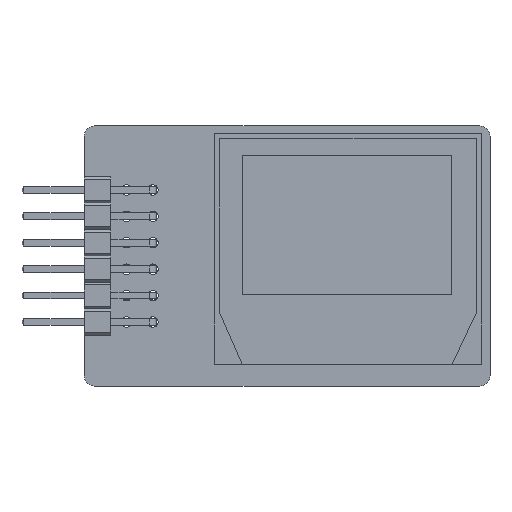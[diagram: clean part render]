
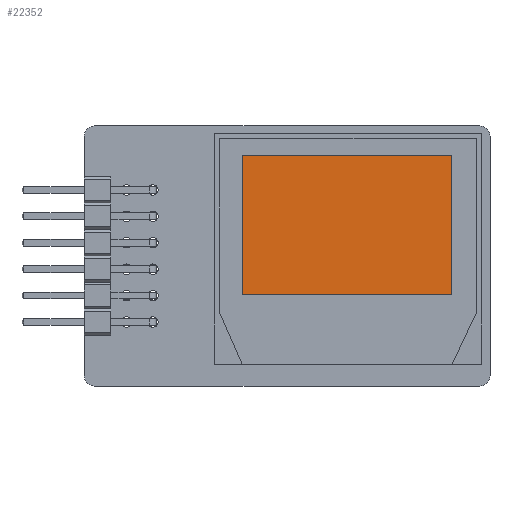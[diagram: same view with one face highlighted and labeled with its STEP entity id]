
A CAD part, top view. The second image highlights one B-rep face of the part: STEP entity #22352.
In plain terms, the highlighted face is planar.
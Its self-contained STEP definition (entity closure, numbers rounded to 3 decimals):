
#22352 = ADVANCED_FACE('',(#22353),#22367,.F.);
#22353 = FACE_BOUND('',#22354,.F.);
#22354 = EDGE_LOOP('',(#22355,#22390,#22418,#22446));
#22355 = ORIENTED_EDGE('',*,*,#22356,.T.);
#22356 = EDGE_CURVE('',#22357,#22359,#22361,.T.);
#22357 = VERTEX_POINT('',#22358);
#22358 = CARTESIAN_POINT('',(12.3,0.95,12.64));
#22359 = VERTEX_POINT('',#22360);
#22360 = CARTESIAN_POINT('',(-1.12,0.95,12.64));
#22361 = SURFACE_CURVE('',#22362,(#22366,#22378),.PCURVE_S1.);
#22362 = LINE('',#22363,#22364);
#22363 = CARTESIAN_POINT('',(8.945,0.95,12.64));
#22364 = VECTOR('',#22365,1.);
#22365 = DIRECTION('',(-1.,0.,0.));
#22366 = PCURVE('',#22367,#22372);
#22367 = PLANE('',#22368);
#22368 = AXIS2_PLACEMENT_3D('',#22369,#22370,#22371);
#22369 = CARTESIAN_POINT('',(5.59,0.95,2.57));
#22370 = DIRECTION('',(0.,-1.,0.));
#22371 = DIRECTION('',(0.,0.,-1.));
#22372 = DEFINITIONAL_REPRESENTATION('',(#22373),#22377);
#22373 = LINE('',#22374,#22375);
#22374 = CARTESIAN_POINT('',(-10.07,3.355));
#22375 = VECTOR('',#22376,1.);
#22376 = DIRECTION('',(0.,-1.));
#22377 = ( GEOMETRIC_REPRESENTATION_CONTEXT(2) 
PARAMETRIC_REPRESENTATION_CONTEXT() REPRESENTATION_CONTEXT('2D SPACE',''
  ) );
#22378 = PCURVE('',#22379,#22384);
#22379 = PLANE('',#22380);
#22380 = AXIS2_PLACEMENT_3D('',#22381,#22382,#22383);
#22381 = CARTESIAN_POINT('',(12.3,1.,12.64));
#22382 = DIRECTION('',(0.,0.,1.));
#22383 = DIRECTION('',(-1.,0.,0.));
#22384 = DEFINITIONAL_REPRESENTATION('',(#22385),#22389);
#22385 = LINE('',#22386,#22387);
#22386 = CARTESIAN_POINT('',(3.355,0.05));
#22387 = VECTOR('',#22388,1.);
#22388 = DIRECTION('',(1.,0.));
#22389 = ( GEOMETRIC_REPRESENTATION_CONTEXT(2) 
PARAMETRIC_REPRESENTATION_CONTEXT() REPRESENTATION_CONTEXT('2D SPACE',''
  ) );
#22390 = ORIENTED_EDGE('',*,*,#22391,.T.);
#22391 = EDGE_CURVE('',#22359,#22392,#22394,.T.);
#22392 = VERTEX_POINT('',#22393);
#22393 = CARTESIAN_POINT('',(-1.12,0.95,-7.5));
#22394 = SURFACE_CURVE('',#22395,(#22399,#22406),.PCURVE_S1.);
#22395 = LINE('',#22396,#22397);
#22396 = CARTESIAN_POINT('',(-1.12,0.95,7.605));
#22397 = VECTOR('',#22398,1.);
#22398 = DIRECTION('',(0.,0.,-1.));
#22399 = PCURVE('',#22367,#22400);
#22400 = DEFINITIONAL_REPRESENTATION('',(#22401),#22405);
#22401 = LINE('',#22402,#22403);
#22402 = CARTESIAN_POINT('',(-5.035,-6.71));
#22403 = VECTOR('',#22404,1.);
#22404 = DIRECTION('',(1.,0.));
#22405 = ( GEOMETRIC_REPRESENTATION_CONTEXT(2) 
PARAMETRIC_REPRESENTATION_CONTEXT() REPRESENTATION_CONTEXT('2D SPACE',''
  ) );
#22406 = PCURVE('',#22407,#22412);
#22407 = PLANE('',#22408);
#22408 = AXIS2_PLACEMENT_3D('',#22409,#22410,#22411);
#22409 = CARTESIAN_POINT('',(-1.12,1.,12.64));
#22410 = DIRECTION('',(-1.,0.,0.));
#22411 = DIRECTION('',(0.,0.,-1.));
#22412 = DEFINITIONAL_REPRESENTATION('',(#22413),#22417);
#22413 = LINE('',#22414,#22415);
#22414 = CARTESIAN_POINT('',(5.035,0.05));
#22415 = VECTOR('',#22416,1.);
#22416 = DIRECTION('',(1.,0.));
#22417 = ( GEOMETRIC_REPRESENTATION_CONTEXT(2) 
PARAMETRIC_REPRESENTATION_CONTEXT() REPRESENTATION_CONTEXT('2D SPACE',''
  ) );
#22418 = ORIENTED_EDGE('',*,*,#22419,.T.);
#22419 = EDGE_CURVE('',#22392,#22420,#22422,.T.);
#22420 = VERTEX_POINT('',#22421);
#22421 = CARTESIAN_POINT('',(12.3,0.95,-7.5));
#22422 = SURFACE_CURVE('',#22423,(#22427,#22434),.PCURVE_S1.);
#22423 = LINE('',#22424,#22425);
#22424 = CARTESIAN_POINT('',(2.235,0.95,-7.5));
#22425 = VECTOR('',#22426,1.);
#22426 = DIRECTION('',(1.,0.,0.));
#22427 = PCURVE('',#22367,#22428);
#22428 = DEFINITIONAL_REPRESENTATION('',(#22429),#22433);
#22429 = LINE('',#22430,#22431);
#22430 = CARTESIAN_POINT('',(10.07,-3.355));
#22431 = VECTOR('',#22432,1.);
#22432 = DIRECTION('',(0.,1.));
#22433 = ( GEOMETRIC_REPRESENTATION_CONTEXT(2) 
PARAMETRIC_REPRESENTATION_CONTEXT() REPRESENTATION_CONTEXT('2D SPACE',''
  ) );
#22434 = PCURVE('',#22435,#22440);
#22435 = PLANE('',#22436);
#22436 = AXIS2_PLACEMENT_3D('',#22437,#22438,#22439);
#22437 = CARTESIAN_POINT('',(-1.12,1.,-7.5));
#22438 = DIRECTION('',(0.,0.,-1.));
#22439 = DIRECTION('',(1.,0.,0.));
#22440 = DEFINITIONAL_REPRESENTATION('',(#22441),#22445);
#22441 = LINE('',#22442,#22443);
#22442 = CARTESIAN_POINT('',(3.355,0.05));
#22443 = VECTOR('',#22444,1.);
#22444 = DIRECTION('',(1.,0.));
#22445 = ( GEOMETRIC_REPRESENTATION_CONTEXT(2) 
PARAMETRIC_REPRESENTATION_CONTEXT() REPRESENTATION_CONTEXT('2D SPACE',''
  ) );
#22446 = ORIENTED_EDGE('',*,*,#22447,.T.);
#22447 = EDGE_CURVE('',#22420,#22357,#22448,.T.);
#22448 = SURFACE_CURVE('',#22449,(#22453,#22460),.PCURVE_S1.);
#22449 = LINE('',#22450,#22451);
#22450 = CARTESIAN_POINT('',(12.3,0.95,-2.465));
#22451 = VECTOR('',#22452,1.);
#22452 = DIRECTION('',(0.,0.,1.));
#22453 = PCURVE('',#22367,#22454);
#22454 = DEFINITIONAL_REPRESENTATION('',(#22455),#22459);
#22455 = LINE('',#22456,#22457);
#22456 = CARTESIAN_POINT('',(5.035,6.71));
#22457 = VECTOR('',#22458,1.);
#22458 = DIRECTION('',(-1.,0.));
#22459 = ( GEOMETRIC_REPRESENTATION_CONTEXT(2) 
PARAMETRIC_REPRESENTATION_CONTEXT() REPRESENTATION_CONTEXT('2D SPACE',''
  ) );
#22460 = PCURVE('',#22461,#22466);
#22461 = PLANE('',#22462);
#22462 = AXIS2_PLACEMENT_3D('',#22463,#22464,#22465);
#22463 = CARTESIAN_POINT('',(12.3,1.,-7.5));
#22464 = DIRECTION('',(1.,0.,0.));
#22465 = DIRECTION('',(0.,0.,1.));
#22466 = DEFINITIONAL_REPRESENTATION('',(#22467),#22471);
#22467 = LINE('',#22468,#22469);
#22468 = CARTESIAN_POINT('',(5.035,0.05));
#22469 = VECTOR('',#22470,1.);
#22470 = DIRECTION('',(1.,0.));
#22471 = ( GEOMETRIC_REPRESENTATION_CONTEXT(2) 
PARAMETRIC_REPRESENTATION_CONTEXT() REPRESENTATION_CONTEXT('2D SPACE',''
  ) );
